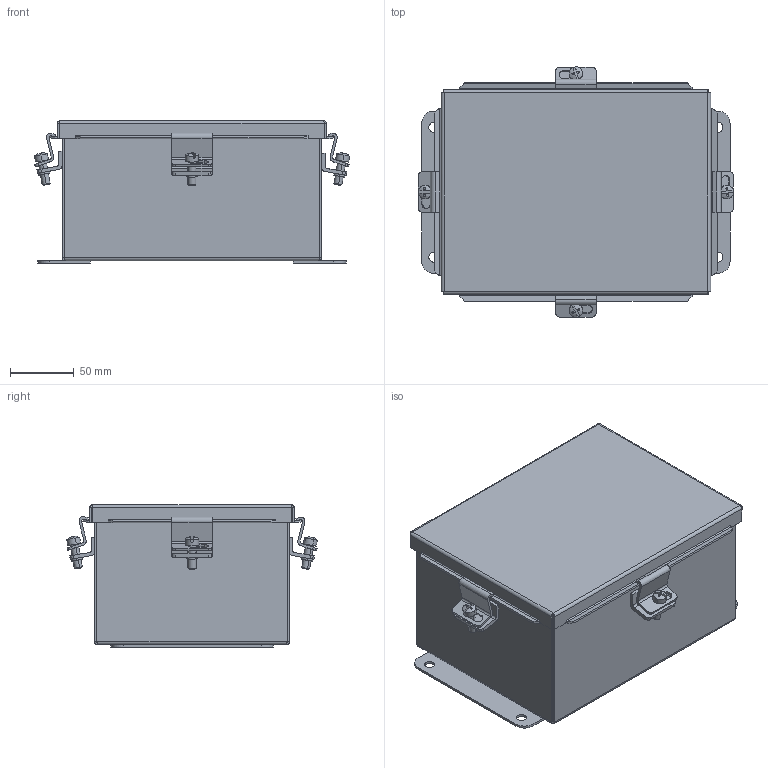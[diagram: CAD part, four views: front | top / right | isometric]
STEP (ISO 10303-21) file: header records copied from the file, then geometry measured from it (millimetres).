
FILE_DESCRIPTION (( 'STEP AP214' ), '1' );
FILE_NAME ('BN4080604SSA.STEP', '2016-02-02T19:51:15', ( '' ), ( '' ), 'SwSTEP 2.0', 'SolidWorks 2014', '' );
FILE_SCHEMA (( 'AUTOMOTIVE_DESIGN' ));
Length unit declared in the file: inch
Products named in the file (9): BN40806SSALID_1; 30810_1; 372164_1; 30811_1; 34973_1; BN4080604SSA; 348128_1; BN4080604SSABKP_1; HFW3883
Assembly tree (21 placements, depth 2):
  BN4080604SSA
    34973_1  x4
    30811_1  x4
    372164_1  x4
    30810_1  x4
    BN40806SSALID_1
    HFW3883
    BN4080604SSABKP_1
    348128_1  x2
Bounding box: 246.7 x 196.18 x 111.44 mm (x, y, z)
Volume: 285229.2 mm3; surface area: 353256.3 mm2
Topology: 21 solids, 21 shells, 589 faces, 1444 edges, 914 vertices
Faces by surface type: plane 287, cylinder 200, torus 60, bspline 24, cone 10, sphere 8
Entity records: 12418 total; most frequent: CARTESIAN_POINT 3067, DIRECTION 1374, ORIENTED_EDGE 1352, EDGE_CURVE 676, AXIS2_PLACEMENT_3D 460, VECTOR 454, LINE 454, VERTEX_POINT 417
